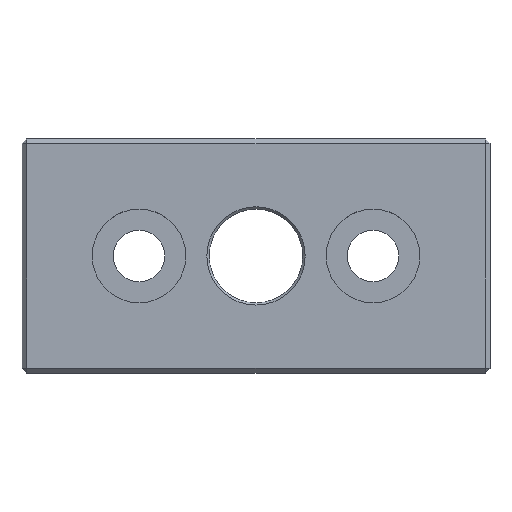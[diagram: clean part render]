
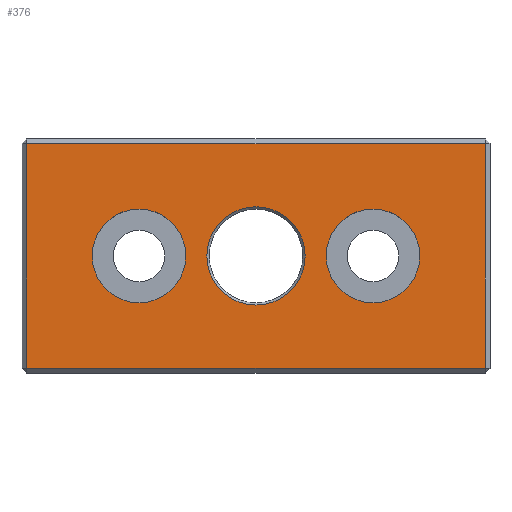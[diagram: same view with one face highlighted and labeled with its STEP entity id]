
A CAD part, top view. The second image highlights one B-rep face of the part: STEP entity #376.
In plain terms, the highlighted planar face has unit normal (0, 0, 1).
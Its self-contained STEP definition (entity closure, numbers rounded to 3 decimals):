
#19=LINE('',#562,#55);
#20=LINE('',#564,#56);
#21=LINE('',#566,#57);
#22=LINE('',#567,#58);
#55=VECTOR('',#451,48.);
#56=VECTOR('',#452,98.);
#57=VECTOR('',#453,48.);
#58=VECTOR('',#454,98.);
#91=PLANE('',#407);
#112=FACE_BOUND('',#154,.T.);
#113=FACE_BOUND('',#155,.T.);
#114=FACE_BOUND('',#156,.T.);
#129=FACE_OUTER_BOUND('',#153,.T.);
#153=EDGE_LOOP('',(#282,#283,#284,#285));
#154=EDGE_LOOP('',(#286));
#155=EDGE_LOOP('',(#287));
#156=EDGE_LOOP('',(#288));
#192=CIRCLE('',#406,10.5);
#193=CIRCLE('',#408,10.);
#194=CIRCLE('',#409,10.);
#203=VERTEX_POINT('',#557);
#204=VERTEX_POINT('',#560);
#205=VERTEX_POINT('',#561);
#206=VERTEX_POINT('',#563);
#207=VERTEX_POINT('',#565);
#208=VERTEX_POINT('',#568);
#209=VERTEX_POINT('',#570);
#234=EDGE_CURVE('',#203,#203,#192,.T.);
#235=EDGE_CURVE('',#204,#205,#19,.T.);
#236=EDGE_CURVE('',#206,#204,#20,.T.);
#237=EDGE_CURVE('',#207,#206,#21,.T.);
#238=EDGE_CURVE('',#205,#207,#22,.T.);
#239=EDGE_CURVE('',#208,#208,#193,.T.);
#240=EDGE_CURVE('',#209,#209,#194,.T.);
#282=ORIENTED_EDGE('',*,*,#235,.F.);
#283=ORIENTED_EDGE('',*,*,#236,.F.);
#284=ORIENTED_EDGE('',*,*,#237,.F.);
#285=ORIENTED_EDGE('',*,*,#238,.F.);
#286=ORIENTED_EDGE('',*,*,#239,.T.);
#287=ORIENTED_EDGE('',*,*,#240,.T.);
#288=ORIENTED_EDGE('',*,*,#234,.F.);
#376=ADVANCED_FACE('',(#129,#112,#113,#114),#91,.T.);
#406=AXIS2_PLACEMENT_3D('',#558,#447,#448);
#407=AXIS2_PLACEMENT_3D('',#559,#449,#450);
#408=AXIS2_PLACEMENT_3D('',#569,#455,#456);
#409=AXIS2_PLACEMENT_3D('',#571,#457,#458);
#447=DIRECTION('center_axis',(0.,0.,1.));
#448=DIRECTION('ref_axis',(-1.,0.,0.));
#449=DIRECTION('center_axis',(0.,0.,1.));
#450=DIRECTION('ref_axis',(1.,0.,0.));
#451=DIRECTION('',(0.,1.,0.));
#452=DIRECTION('',(-1.,0.,0.));
#453=DIRECTION('',(0.,-1.,0.));
#454=DIRECTION('',(1.,0.,0.));
#455=DIRECTION('center_axis',(0.,0.,-1.));
#456=DIRECTION('ref_axis',(-1.,0.,0.));
#457=DIRECTION('center_axis',(0.,0.,-1.));
#458=DIRECTION('ref_axis',(-1.,0.,0.));
#557=CARTESIAN_POINT('',(67.732,63.282,15.));
#558=CARTESIAN_POINT('Origin',(57.232,63.282,15.));
#559=CARTESIAN_POINT('Origin',(57.232,63.282,15.));
#560=CARTESIAN_POINT('',(8.232,39.282,15.));
#561=CARTESIAN_POINT('',(8.232,87.282,15.));
#562=CARTESIAN_POINT('',(8.232,50.782,15.));
#563=CARTESIAN_POINT('',(106.232,39.282,15.));
#564=CARTESIAN_POINT('',(82.232,39.282,15.));
#565=CARTESIAN_POINT('',(106.232,87.282,15.));
#566=CARTESIAN_POINT('',(106.232,75.782,15.));
#567=CARTESIAN_POINT('',(32.232,87.282,15.));
#568=CARTESIAN_POINT('',(92.232,63.282,15.));
#569=CARTESIAN_POINT('Origin',(82.232,63.282,15.));
#570=CARTESIAN_POINT('',(42.232,63.282,15.));
#571=CARTESIAN_POINT('Origin',(32.232,63.282,15.));
